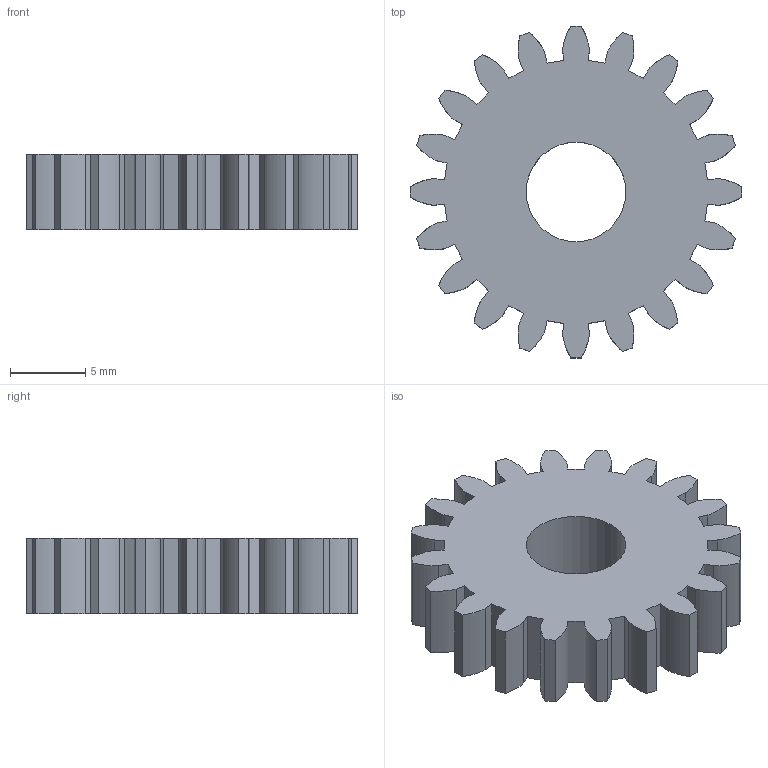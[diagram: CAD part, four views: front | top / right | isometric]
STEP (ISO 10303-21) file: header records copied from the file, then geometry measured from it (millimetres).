
FILE_DESCRIPTION(('FreeCAD Model'),'2;1');
FILE_NAME('Open CASCADE Shape Model','2025-07-31T13:04:10',(''),(''), 'Open CASCADE STEP processor 7.8','FreeCAD','Unknown');
FILE_SCHEMA(('AUTOMOTIVE_DESIGN { 1 0 10303 214 1 1 1 1 }'));
Length unit declared in the file: millimetre
Products named in the file (1): Parallel_Gripper_Part_3
Bounding box: 21.99 x 21.99 x 5 mm (x, y, z)
Volume: 1360 mm3; surface area: 1305.8 mm2
Topology: 1 solids, 1 shells, 123 faces, 363 edges, 242 vertices
Faces by surface type: extrusion 116, plane 6, cylinder 1
Full cylindrical faces by diameter (mm): 6.6 x1
Entity records: 6329 total; most frequent: CARTESIAN_POINT 3477, ORIENTED_EDGE 726, EDGE_CURVE 363, B_SPLINE_CURVE_WITH_KNOTS 348, DIRECTION 265, VECTOR 245, VERTEX_POINT 242, LINE 129
